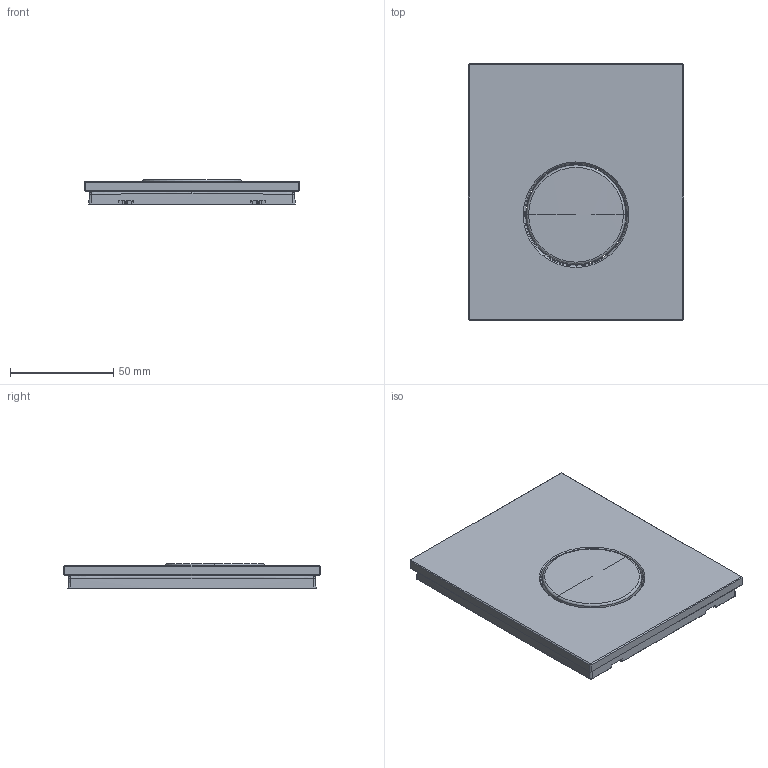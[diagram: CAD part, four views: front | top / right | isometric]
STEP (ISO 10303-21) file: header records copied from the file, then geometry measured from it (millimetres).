
FILE_DESCRIPTION((''),'2;1');
FILE_NAME('9_242_650_ASM','2010-11-15T',('mmeiser'),('NET'),'PRO/ENGINEER BY PARAMETRIC TECHNOLOGY CORPORATION, 2010230','PRO/ENGINEER BY PARAMETRIC TECHNOLOGY CORPORATION, 2010230','');
FILE_SCHEMA(('AUTOMOTIVE_DESIGN_CC2 { 1 2 10303 214 -1 1 5 2 }'));
Length unit declared in the file: millimetre
Products named in the file (5): SP860_101_00_AF0; SP860_004_00_AF0; SP869_101_00_AF0_ASM; SP860_103_01; 9_242_650_ASM
Assembly tree (4 placements, depth 3):
  9_242_650_ASM
    SP869_101_00_AF0_ASM
      SP860_101_00_AF0
      SP860_004_00_AF0
    SP860_103_01
Bounding box: 104 x 124 x 12.03 mm (x, y, z)
Volume: 100921.9 mm3; surface area: 56562.7 mm2
Topology: 3 solids, 3 shells, 774 faces, 1909 edges, 1146 vertices
Faces by surface type: cylinder 232, plane 208, bspline 201, cone 64, torus 46, sphere 23
Entity records: 38613 total; most frequent: CARTESIAN_POINT 16297, ORIENTED_EDGE 3810, DIRECTION 2907, PRESENTATION_STYLE_ASSIGNMENT 1908, STYLED_ITEM 1908, CURVE_STYLE 1905, EDGE_CURVE 1905, VERTEX_POINT 1146
